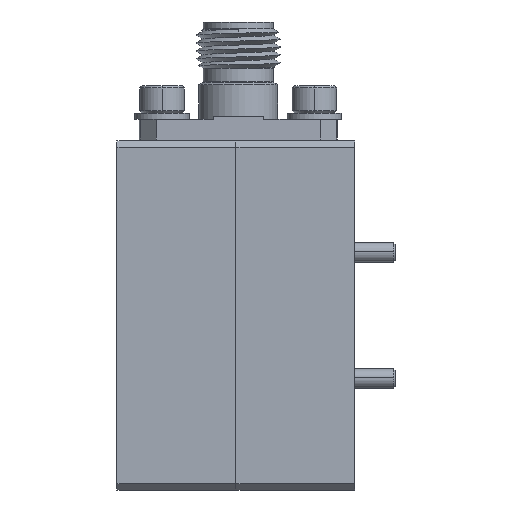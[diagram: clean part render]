
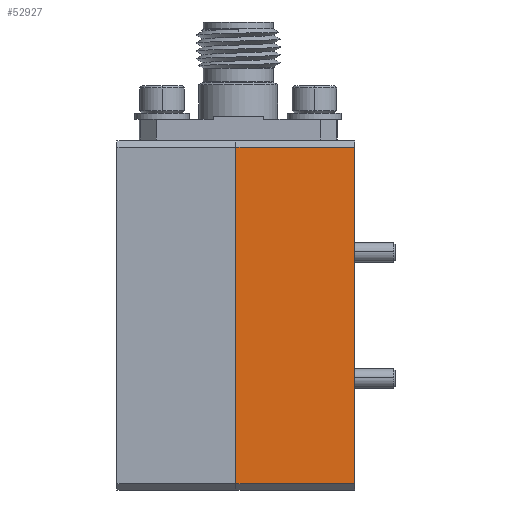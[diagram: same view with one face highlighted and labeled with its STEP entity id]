
A CAD part, left-side view. The second image highlights one B-rep face of the part: STEP entity #52927.
In plain terms, the highlighted planar face has unit normal (-1, 0, 0).
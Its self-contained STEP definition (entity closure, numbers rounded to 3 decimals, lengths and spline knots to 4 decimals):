
#968 = LINE ( 'NONE', #18384, #31626 ) ;
#2514 = EDGE_CURVE ( 'NONE', #18128, #22255, #968, .T. ) ;
#3408 = CARTESIAN_POINT ( 'NONE',  ( -0.45, 0.375, 0.48 ) ) ;
#3875 = ORIENTED_EDGE ( 'NONE', *, *, #2514, .T. ) ;
#6217 = EDGE_CURVE ( 'NONE', #48223, #17156, #8789, .T. ) ;
#6600 = ORIENTED_EDGE ( 'NONE', *, *, #6217, .F. ) ;
#8136 = CARTESIAN_POINT ( 'NONE',  ( -0.45, 0.375, 0.48 ) ) ;
#8690 = VECTOR ( 'NONE', #21434, 39.3701 ) ;
#8789 = LINE ( 'NONE', #71878, #13507 ) ;
#13507 = VECTOR ( 'NONE', #48499, 39.3701 ) ;
#17156 = VERTEX_POINT ( 'NONE', #35844 ) ;
#17601 = PLANE ( 'NONE',  #70831 ) ;
#18128 = VERTEX_POINT ( 'NONE', #3408 ) ;
#18384 = CARTESIAN_POINT ( 'NONE',  ( -0.45, 0.375, 0. ) ) ;
#21434 = DIRECTION ( 'NONE',  ( 0., -1., 0. ) ) ;
#22255 = VERTEX_POINT ( 'NONE', #66065 ) ;
#29129 = DIRECTION ( 'NONE',  ( -1., 0., 0. ) ) ;
#30782 = DIRECTION ( 'NONE',  ( 0., 1., 0. ) ) ;
#31626 = VECTOR ( 'NONE', #63332, 39.3701 ) ;
#32064 = EDGE_CURVE ( 'NONE', #48223, #18128, #59011, .T. ) ;
#32213 = CARTESIAN_POINT ( 'NONE',  ( -0.45, 0.375, -0.58 ) ) ;
#32599 = LINE ( 'NONE', #32213, #8690 ) ;
#35844 = CARTESIAN_POINT ( 'NONE',  ( -0.45, 0., -0.58 ) ) ;
#38290 = VECTOR ( 'NONE', #30782, 39.3701 ) ;
#41305 = DIRECTION ( 'NONE',  ( 0., 0., 1. ) ) ;
#48223 = VERTEX_POINT ( 'NONE', #61723 ) ;
#48499 = DIRECTION ( 'NONE',  ( 0., 0., -1. ) ) ;
#48766 = EDGE_CURVE ( 'NONE', #22255, #17156, #32599, .T. ) ;
#52927 = ADVANCED_FACE ( 'NONE', ( #57332 ), #17601, .T. ) ;
#57332 = FACE_OUTER_BOUND ( 'NONE', #71094, .T. ) ;
#58061 = CARTESIAN_POINT ( 'NONE',  ( -0.45, 0.375, 0. ) ) ;
#59011 = LINE ( 'NONE', #8136, #38290 ) ;
#60464 = ORIENTED_EDGE ( 'NONE', *, *, #32064, .T. ) ;
#61723 = CARTESIAN_POINT ( 'NONE',  ( -0.45, 0., 0.48 ) ) ;
#61952 = ORIENTED_EDGE ( 'NONE', *, *, #48766, .T. ) ;
#63332 = DIRECTION ( 'NONE',  ( 0., 0., -1. ) ) ;
#66065 = CARTESIAN_POINT ( 'NONE',  ( -0.45, 0.375, -0.58 ) ) ;
#70831 = AXIS2_PLACEMENT_3D ( 'NONE', #58061, #29129, #41305 ) ;
#71094 = EDGE_LOOP ( 'NONE', ( #6600, #60464, #3875, #61952 ) ) ;
#71878 = CARTESIAN_POINT ( 'NONE',  ( -0.45, 0., 0. ) ) ;
